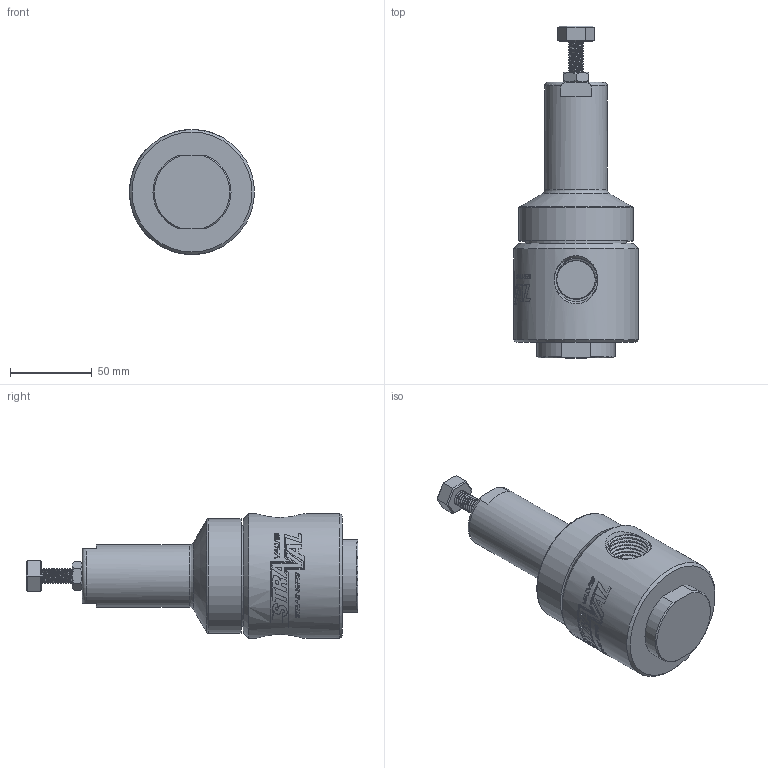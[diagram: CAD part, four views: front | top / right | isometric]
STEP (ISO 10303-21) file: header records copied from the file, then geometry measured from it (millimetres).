
FILE_DESCRIPTION (( 'STEP AP214' ), '1' );
FILE_NAME ('PRS09i-07T.STEP', '2024-12-17T21:08:48', ( '' ), ( '' ), 'SwSTEP 2.0', 'SolidWorks 2018', '' );
FILE_SCHEMA (( 'AUTOMOTIVE_DESIGN' ));
Length unit declared in the file: inch
Products named in the file (2): PRS09i-07T
Bounding box: 76.2 x 202.41 x 76.2 mm (x, y, z)
Volume: 455230.2 mm3; surface area: 47350.6 mm2
Topology: 2 solids, 2 shells, 324 faces, 806 edges, 522 vertices
Faces by surface type: plane 144, bspline 110, cylinder 40, cone 26, torus 4
Full cylindrical faces by diameter (mm): 1.651 x1, 9.023 x1, 10.312 x1, 38.1 x1, 61.341 x1, 61.773 x1, 69.85 x1, 76.2 x1
Entity records: 29056 total; most frequent: CARTESIAN_POINT 19578, ORIENTED_EDGE 1568, DIRECTION 998, EDGE_CURVE 784, VERTEX_POINT 517, AXIS2_PLACEMENT_3D 445, B_SPLINE_CURVE_WITH_KNOTS 433, EDGE_LOOP 379
